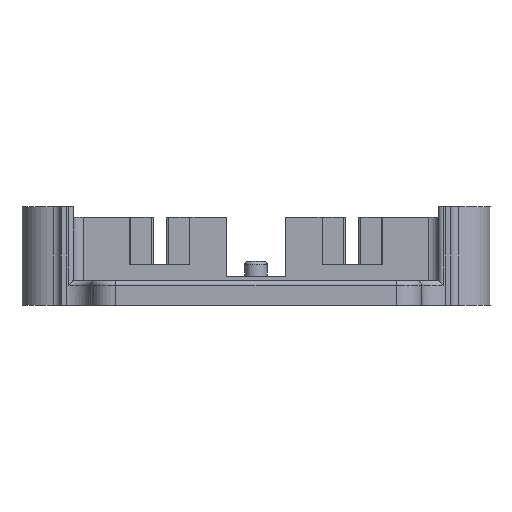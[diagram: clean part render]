
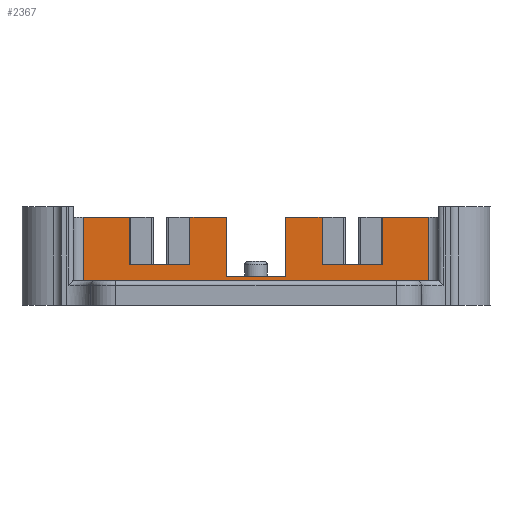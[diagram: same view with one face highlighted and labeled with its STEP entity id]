
A CAD part, left-side view. The second image highlights one B-rep face of the part: STEP entity #2367.
In plain terms, the highlighted planar face has unit normal (-1, 0, 0).
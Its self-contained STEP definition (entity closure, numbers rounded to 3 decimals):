
#52 = LINE ( 'NONE', #2705, #2549 ) ;
#84 = LINE ( 'NONE', #2057, #3813 ) ;
#158 = DIRECTION ( 'NONE',  ( 0., 0., -1. ) ) ;
#253 = ORIENTED_EDGE ( 'NONE', *, *, #3230, .F. ) ;
#294 = CARTESIAN_POINT ( 'NONE',  ( 58.5, -35., 20. ) ) ;
#295 = CARTESIAN_POINT ( 'NONE',  ( 58.5, 13.4, 17.9 ) ) ;
#325 = VECTOR ( 'NONE', #158, 1000. ) ;
#335 = DIRECTION ( 'NONE',  ( 0., 0., -1. ) ) ;
#368 = VERTEX_POINT ( 'NONE', #2359 ) ;
#387 = ORIENTED_EDGE ( 'NONE', *, *, #2769, .F. ) ;
#487 = DIRECTION ( 'NONE',  ( 0., 0., 1. ) ) ;
#490 = LINE ( 'NONE', #1489, #325 ) ;
#507 = EDGE_CURVE ( 'NONE', #1306, #2826, #3478, .T. ) ;
#554 = DIRECTION ( 'NONE',  ( 1., 0., 0. ) ) ;
#589 = CARTESIAN_POINT ( 'NONE',  ( 58.5, -6., 17.9 ) ) ;
#623 = CARTESIAN_POINT ( 'NONE',  ( 58.5, -35., 5. ) ) ;
#727 = DIRECTION ( 'NONE',  ( 0., 1., 0. ) ) ;
#748 = VECTOR ( 'NONE', #2815, 1000. ) ;
#764 = DIRECTION ( 'NONE',  ( 0., 0., 1. ) ) ;
#792 = EDGE_CURVE ( 'NONE', #3372, #1501, #84, .T. ) ;
#812 = LINE ( 'NONE', #1100, #1205 ) ;
#814 = LINE ( 'NONE', #3477, #748 ) ;
#860 = FACE_OUTER_BOUND ( 'NONE', #1510, .T. ) ;
#875 = VERTEX_POINT ( 'NONE', #2780 ) ;
#880 = VECTOR ( 'NONE', #1655, 1000. ) ;
#893 = VECTOR ( 'NONE', #2416, 1000. ) ;
#895 = LINE ( 'NONE', #3625, #2976 ) ;
#924 = VECTOR ( 'NONE', #1626, 1000. ) ;
#1042 = DIRECTION ( 'NONE',  ( 0., -1., 0. ) ) ;
#1046 = ORIENTED_EDGE ( 'NONE', *, *, #3414, .F. ) ;
#1100 = CARTESIAN_POINT ( 'NONE',  ( 58.5, 0., 5. ) ) ;
#1114 = ORIENTED_EDGE ( 'NONE', *, *, #2651, .T. ) ;
#1118 = EDGE_CURVE ( 'NONE', #1501, #3488, #1321, .T. ) ;
#1135 = VECTOR ( 'NONE', #335, 1000. ) ;
#1205 = VECTOR ( 'NONE', #727, 1000. ) ;
#1238 = CARTESIAN_POINT ( 'NONE',  ( 58.5, 6., 5.9 ) ) ;
#1306 = VERTEX_POINT ( 'NONE', #3784 ) ;
#1311 = LINE ( 'NONE', #3560, #1589 ) ;
#1315 = EDGE_CURVE ( 'NONE', #2828, #3372, #2112, .T. ) ;
#1321 = LINE ( 'NONE', #2664, #1135 ) ;
#1348 = VERTEX_POINT ( 'NONE', #2744 ) ;
#1355 = CARTESIAN_POINT ( 'NONE',  ( 58.5, -35., 17.9 ) ) ;
#1386 = VECTOR ( 'NONE', #1539, 1000. ) ;
#1419 = LINE ( 'NONE', #3024, #893 ) ;
#1489 = CARTESIAN_POINT ( 'NONE',  ( 58.5, 35., 20. ) ) ;
#1501 = VERTEX_POINT ( 'NONE', #3286 ) ;
#1504 = AXIS2_PLACEMENT_3D ( 'NONE', #4194, #554, #3570 ) ;
#1510 = EDGE_LOOP ( 'NONE', ( #3558, #2505, #1586, #3345, #4189, #253, #1965, #3944, #3138, #1046, #387, #3083, #3718, #3239, #1784, #1114 ) ) ;
#1532 = PLANE ( 'NONE',  #1504 ) ;
#1539 = DIRECTION ( 'NONE',  ( 0., 0., -1. ) ) ;
#1546 = EDGE_CURVE ( 'NONE', #368, #1348, #895, .T. ) ;
#1547 = EDGE_CURVE ( 'NONE', #1306, #875, #1311, .T. ) ;
#1563 = VERTEX_POINT ( 'NONE', #589 ) ;
#1586 = ORIENTED_EDGE ( 'NONE', *, *, #4168, .F. ) ;
#1589 = VECTOR ( 'NONE', #3220, 1000. ) ;
#1626 = DIRECTION ( 'NONE',  ( 0., 0., 1. ) ) ;
#1655 = DIRECTION ( 'NONE',  ( 0., -1., 0. ) ) ;
#1682 = LINE ( 'NONE', #2317, #3313 ) ;
#1684 = VERTEX_POINT ( 'NONE', #3395 ) ;
#1702 = DIRECTION ( 'NONE',  ( 0., -1., 0. ) ) ;
#1784 = ORIENTED_EDGE ( 'NONE', *, *, #2107, .F. ) ;
#1915 = EDGE_CURVE ( 'NONE', #1348, #3459, #1956, .T. ) ;
#1950 = VECTOR ( 'NONE', #487, 1000. ) ;
#1956 = LINE ( 'NONE', #294, #1386 ) ;
#1965 = ORIENTED_EDGE ( 'NONE', *, *, #1547, .F. ) ;
#2057 = CARTESIAN_POINT ( 'NONE',  ( 58.5, -35., 17.9 ) ) ;
#2107 = EDGE_CURVE ( 'NONE', #3133, #2828, #1682, .T. ) ;
#2112 = LINE ( 'NONE', #3705, #3163 ) ;
#2175 = EDGE_CURVE ( 'NONE', #3798, #3305, #490, .T. ) ;
#2195 = VERTEX_POINT ( 'NONE', #3416 ) ;
#2317 = CARTESIAN_POINT ( 'NONE',  ( 58.5, 25.6, 8.3 ) ) ;
#2359 = CARTESIAN_POINT ( 'NONE',  ( 58.5, -25.6, 17.9 ) ) ;
#2367 = ADVANCED_FACE ( 'NONE', ( #860 ), #1532, .F. ) ;
#2416 = DIRECTION ( 'NONE',  ( 0., 0., 1. ) ) ;
#2505 = ORIENTED_EDGE ( 'NONE', *, *, #2175, .T. ) ;
#2533 = EDGE_CURVE ( 'NONE', #3798, #1684, #2618, .T. ) ;
#2549 = VECTOR ( 'NONE', #3381, 1000. ) ;
#2561 = CARTESIAN_POINT ( 'NONE',  ( 58.5, -6., 17.9 ) ) ;
#2618 = LINE ( 'NONE', #1355, #880 ) ;
#2651 = EDGE_CURVE ( 'NONE', #3133, #1684, #52, .T. ) ;
#2664 = CARTESIAN_POINT ( 'NONE',  ( 58.5, 6., 17.9 ) ) ;
#2705 = CARTESIAN_POINT ( 'NONE',  ( 58.5, 25.6, 8.3 ) ) ;
#2724 = VECTOR ( 'NONE', #4166, 1000. ) ;
#2744 = CARTESIAN_POINT ( 'NONE',  ( 58.5, -35., 17.9 ) ) ;
#2769 = EDGE_CURVE ( 'NONE', #3488, #2195, #814, .T. ) ;
#2780 = CARTESIAN_POINT ( 'NONE',  ( 58.5, -25.6, 8.3 ) ) ;
#2815 = DIRECTION ( 'NONE',  ( 0., -1., 0. ) ) ;
#2826 = VERTEX_POINT ( 'NONE', #3610 ) ;
#2828 = VERTEX_POINT ( 'NONE', #4214 ) ;
#2909 = LINE ( 'NONE', #2561, #924 ) ;
#2958 = DIRECTION ( 'NONE',  ( 0., -1., 0. ) ) ;
#2976 = VECTOR ( 'NONE', #2958, 1000. ) ;
#3024 = CARTESIAN_POINT ( 'NONE',  ( 58.5, -25.6, 8.3 ) ) ;
#3083 = ORIENTED_EDGE ( 'NONE', *, *, #1118, .F. ) ;
#3133 = VERTEX_POINT ( 'NONE', #4143 ) ;
#3138 = ORIENTED_EDGE ( 'NONE', *, *, #4251, .F. ) ;
#3147 = CARTESIAN_POINT ( 'NONE',  ( 58.5, -13.4, 8.3 ) ) ;
#3163 = VECTOR ( 'NONE', #764, 1000. ) ;
#3220 = DIRECTION ( 'NONE',  ( 0., -1., 0. ) ) ;
#3230 = EDGE_CURVE ( 'NONE', #875, #368, #1419, .T. ) ;
#3239 = ORIENTED_EDGE ( 'NONE', *, *, #1315, .F. ) ;
#3286 = CARTESIAN_POINT ( 'NONE',  ( 58.5, 6., 17.9 ) ) ;
#3305 = VERTEX_POINT ( 'NONE', #4028 ) ;
#3313 = VECTOR ( 'NONE', #1702, 1000. ) ;
#3345 = ORIENTED_EDGE ( 'NONE', *, *, #1915, .F. ) ;
#3372 = VERTEX_POINT ( 'NONE', #295 ) ;
#3381 = DIRECTION ( 'NONE',  ( 0., 0., 1. ) ) ;
#3395 = CARTESIAN_POINT ( 'NONE',  ( 58.5, 25.6, 17.9 ) ) ;
#3414 = EDGE_CURVE ( 'NONE', #2195, #1563, #2909, .T. ) ;
#3416 = CARTESIAN_POINT ( 'NONE',  ( 58.5, -6., 5.9 ) ) ;
#3459 = VERTEX_POINT ( 'NONE', #623 ) ;
#3477 = CARTESIAN_POINT ( 'NONE',  ( 58.5, 6., 5.9 ) ) ;
#3478 = LINE ( 'NONE', #3147, #1950 ) ;
#3488 = VERTEX_POINT ( 'NONE', #1238 ) ;
#3558 = ORIENTED_EDGE ( 'NONE', *, *, #2533, .F. ) ;
#3560 = CARTESIAN_POINT ( 'NONE',  ( 58.5, -25.6, 8.3 ) ) ;
#3570 = DIRECTION ( 'NONE',  ( 0., 0., -1. ) ) ;
#3587 = CARTESIAN_POINT ( 'NONE',  ( 58.5, -35., 17.9 ) ) ;
#3610 = CARTESIAN_POINT ( 'NONE',  ( 58.5, -13.4, 17.9 ) ) ;
#3613 = CARTESIAN_POINT ( 'NONE',  ( 58.5, 35., 17.9 ) ) ;
#3625 = CARTESIAN_POINT ( 'NONE',  ( 58.5, -35., 17.9 ) ) ;
#3705 = CARTESIAN_POINT ( 'NONE',  ( 58.5, 13.4, 8.3 ) ) ;
#3718 = ORIENTED_EDGE ( 'NONE', *, *, #792, .F. ) ;
#3784 = CARTESIAN_POINT ( 'NONE',  ( 58.5, -13.4, 8.3 ) ) ;
#3798 = VERTEX_POINT ( 'NONE', #3613 ) ;
#3813 = VECTOR ( 'NONE', #1042, 1000. ) ;
#3820 = LINE ( 'NONE', #3587, #2724 ) ;
#3944 = ORIENTED_EDGE ( 'NONE', *, *, #507, .T. ) ;
#4028 = CARTESIAN_POINT ( 'NONE',  ( 58.5, 35., 5. ) ) ;
#4143 = CARTESIAN_POINT ( 'NONE',  ( 58.5, 25.6, 8.3 ) ) ;
#4166 = DIRECTION ( 'NONE',  ( 0., -1., 0. ) ) ;
#4168 = EDGE_CURVE ( 'NONE', #3459, #3305, #812, .T. ) ;
#4189 = ORIENTED_EDGE ( 'NONE', *, *, #1546, .F. ) ;
#4194 = CARTESIAN_POINT ( 'NONE',  ( 58.5, -35., 20. ) ) ;
#4214 = CARTESIAN_POINT ( 'NONE',  ( 58.5, 13.4, 8.3 ) ) ;
#4251 = EDGE_CURVE ( 'NONE', #1563, #2826, #3820, .T. ) ;
